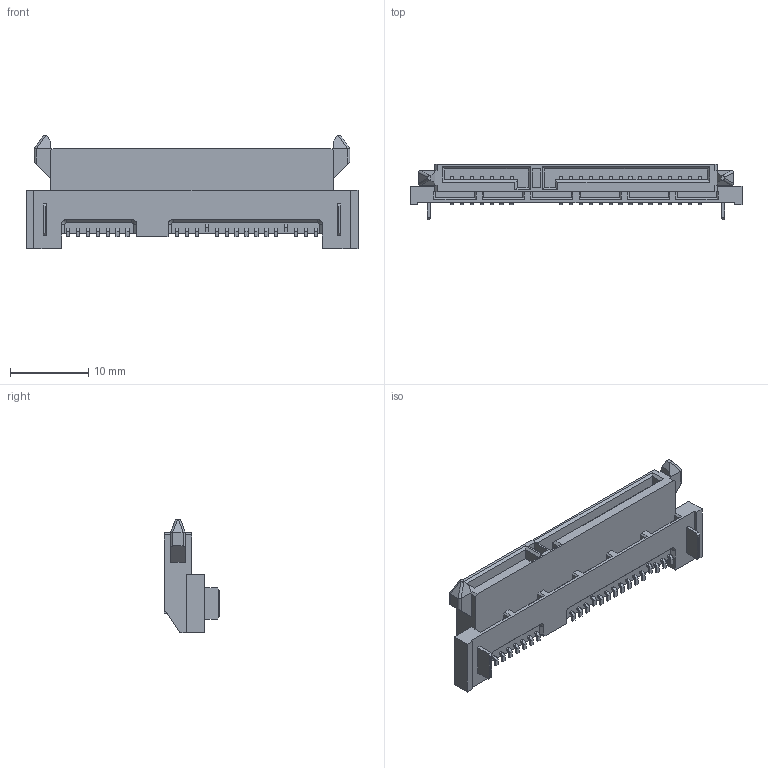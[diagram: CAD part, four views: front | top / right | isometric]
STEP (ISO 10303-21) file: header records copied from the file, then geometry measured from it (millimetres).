
FILE_DESCRIPTION((''),'2;1');
FILE_NAME('C-2023246-2','2014-10-08T',('workeradm'),('Tyco Electronics Ltd.'),'PRO/ENGINEER BY PARAMETRIC TECHNOLOGY CORPORATION, 2014090','PRO/ENGINEER BY PARAMETRIC TECHNOLOGY CORPORATION, 2014090','');
FILE_SCHEMA(('AUTOMOTIVE_DESIGN { 1 0 10303 214 1 1 1 1 }'));
Length unit declared in the file: millimetre
Products named in the file (1): C-2023246-2
Bounding box: 42.54 x 7.1 x 14.51 mm (x, y, z)
Volume: 1303.6 mm3; surface area: 2131.9 mm2
Topology: 1 solids, 1 shells, 687 faces, 1876 edges, 1240 vertices
Faces by surface type: plane 517, cylinder 166, cone 4
Entity records: 21858 total; most frequent: CARTESIAN_POINT 3901, ORIENTED_EDGE 3752, DIRECTION 3554, EDGE_CURVE 1876, VECTOR 1532, LINE 1532, VERTEX_POINT 1240, AXIS2_PLACEMENT_3D 1011
